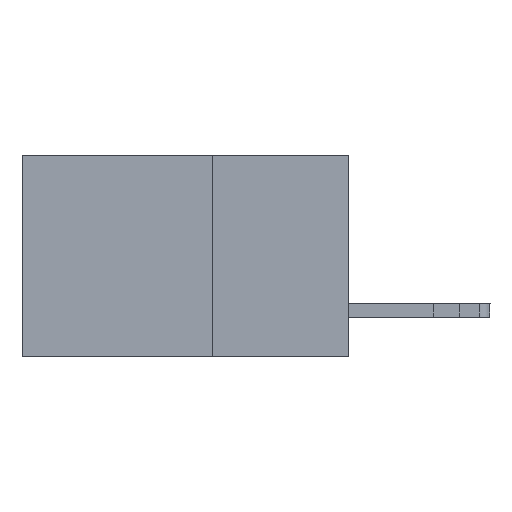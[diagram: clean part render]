
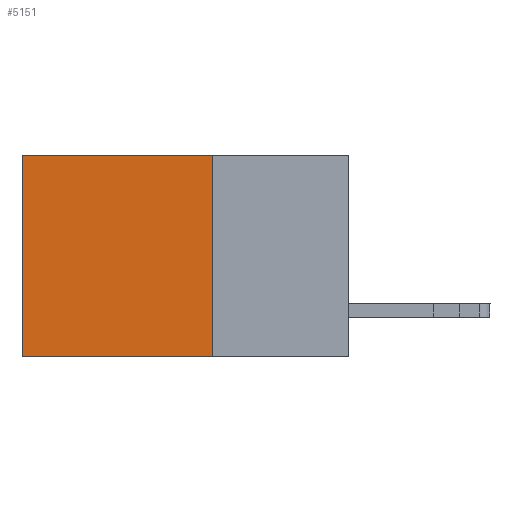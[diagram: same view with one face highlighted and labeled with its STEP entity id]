
A CAD part, left-side view. The second image highlights one B-rep face of the part: STEP entity #5151.
In plain terms, the highlighted planar face has unit normal (-1, 0, 0).
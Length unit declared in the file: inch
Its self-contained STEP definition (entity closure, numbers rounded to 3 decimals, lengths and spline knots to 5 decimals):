
#724 = VERTEX_POINT ( 'NONE', #15002 ) ;
#1101 = FACE_OUTER_BOUND ( 'NONE', #17048, .T. ) ;
#3003 = LINE ( 'NONE', #10807, #18769 ) ;
#4185 = LINE ( 'NONE', #5798, #12263 ) ;
#4235 = CARTESIAN_POINT ( 'NONE',  ( 0.2615, 0.25, -0.37 ) ) ;
#4341 = CARTESIAN_POINT ( 'NONE',  ( 0.2615, 0.25, -0.37 ) ) ;
#5151 = ADVANCED_FACE ( 'NONE', ( #1101 ), #12740, .F. ) ;
#5798 = CARTESIAN_POINT ( 'NONE',  ( 0.2615, 0.25, -0.37 ) ) ;
#6968 = VERTEX_POINT ( 'NONE', #9807 ) ;
#8823 = LINE ( 'NONE', #4341, #15102 ) ;
#9213 = CARTESIAN_POINT ( 'NONE',  ( 0.2615, 0.25, -0.37 ) ) ;
#9270 = DIRECTION ( 'NONE',  ( 0., 0., -1. ) ) ;
#9474 = EDGE_CURVE ( 'NONE', #14578, #724, #4185, .T. ) ;
#9807 = CARTESIAN_POINT ( 'NONE',  ( 0.2615, 0.6, 0. ) ) ;
#10051 = DIRECTION ( 'NONE',  ( 1., 0., 0. ) ) ;
#10122 = CARTESIAN_POINT ( 'NONE',  ( 0.2615, 0.25, 0. ) ) ;
#10176 = ORIENTED_EDGE ( 'NONE', *, *, #17863, .T. ) ;
#10398 = LINE ( 'NONE', #16230, #17511 ) ;
#10807 = CARTESIAN_POINT ( 'NONE',  ( 0.2615, 0.6, -0.37 ) ) ;
#11446 = DIRECTION ( 'NONE',  ( 0., 1., 0. ) ) ;
#11602 = DIRECTION ( 'NONE',  ( 0., 0., -1. ) ) ;
#12263 = VECTOR ( 'NONE', #11446, 39.37008 ) ;
#12585 = VERTEX_POINT ( 'NONE', #10122 ) ;
#12740 = PLANE ( 'NONE',  #17076 ) ;
#14578 = VERTEX_POINT ( 'NONE', #9213 ) ;
#14727 = DIRECTION ( 'NONE',  ( 0., 1., 0. ) ) ;
#15002 = CARTESIAN_POINT ( 'NONE',  ( 0.2615, 0.6, -0.37 ) ) ;
#15102 = VECTOR ( 'NONE', #11602, 39.37008 ) ;
#15275 = EDGE_CURVE ( 'NONE', #12585, #6968, #10398, .T. ) ;
#15464 = ORIENTED_EDGE ( 'NONE', *, *, #9474, .F. ) ;
#16230 = CARTESIAN_POINT ( 'NONE',  ( 0.2615, 0.25, 0. ) ) ;
#16891 = ORIENTED_EDGE ( 'NONE', *, *, #15275, .T. ) ;
#17048 = EDGE_LOOP ( 'NONE', ( #10176, #15464, #17197, #16891 ) ) ;
#17076 = AXIS2_PLACEMENT_3D ( 'NONE', #4235, #10051, #17131 ) ;
#17131 = DIRECTION ( 'NONE',  ( 0., 0., -1. ) ) ;
#17197 = ORIENTED_EDGE ( 'NONE', *, *, #17443, .F. ) ;
#17443 = EDGE_CURVE ( 'NONE', #12585, #14578, #8823, .T. ) ;
#17511 = VECTOR ( 'NONE', #14727, 39.37008 ) ;
#17863 = EDGE_CURVE ( 'NONE', #6968, #724, #3003, .T. ) ;
#18769 = VECTOR ( 'NONE', #9270, 39.37008 ) ;
